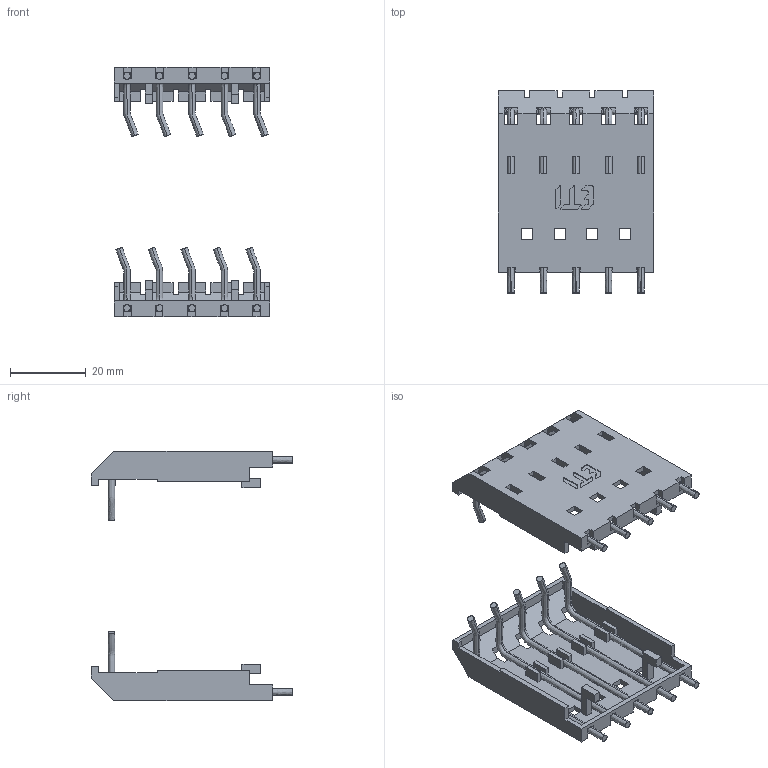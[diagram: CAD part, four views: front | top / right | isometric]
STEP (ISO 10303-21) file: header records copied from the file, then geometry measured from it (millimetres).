
FILE_DESCRIPTION((''),'2;1');
FILE_NAME('CEC0-UNFIXED_ASM','2021-07-21T',('marketing.praksa'),('Audax d.o.o.'),'CREO PARAMETRIC BY PTC INC, 2017480','CREO PARAMETRIC BY PTC INC, 2017480','');
FILE_SCHEMA(('AUTOMOTIVE_DESIGN { 1 0 10303 214 1 1 1 1 }'));
Length unit declared in the file: inch
Products named in the file (12): CWC07___16_I-CWCA0_I_1_1_1; POKROV; ASM0104A_ASM; CWC07___16_I-CWCA0_I_1_1_1_1_1; CWC07___16_I-CWCA0_I_1_1_1_1_2; CWC07___16_I-CWCA0_I_1_1_1_1_3; CWC07___16_I-CWCA0_I_1_1_1_1_4; CWC07___16_I-CWCA0_I_1_1_1_1_5; POKROV_1; POKROV-ASM_ASM; ETI_LOGO; CEC0-UNFIXED_ASM
Assembly tree (11 placements, depth 3):
  CEC0-UNFIXED_ASM
    ASM0104A_ASM
      CWC07___16_I-CWCA0_I_1_1_1
      POKROV
    POKROV-ASM_ASM
      CWC07___16_I-CWCA0_I_1_1_1_1_1
      CWC07___16_I-CWCA0_I_1_1_1_1_2
      CWC07___16_I-CWCA0_I_1_1_1_1_3
      CWC07___16_I-CWCA0_I_1_1_1_1_4
      CWC07___16_I-CWCA0_I_1_1_1_1_5
      POKROV_1
    ETI_LOGO
Bounding box: 41.1 x 53.4 x 66 mm (x, y, z)
Volume: 8708 mm3; surface area: 16282.9 mm2
Topology: 15 solids, 15 shells, 581 faces, 1712 edges, 1128 vertices
Faces by surface type: plane 513, cylinder 48, bspline 20
Entity records: 39001 total; most frequent: CARTESIAN_POINT 13715, ORIENTED_EDGE 3424, DIRECTION 2782, PRESENTATION_STYLE_ASSIGNMENT 2308, STYLED_ITEM 2308, CURVE_STYLE 1712, EDGE_CURVE 1712, VECTOR 1406
